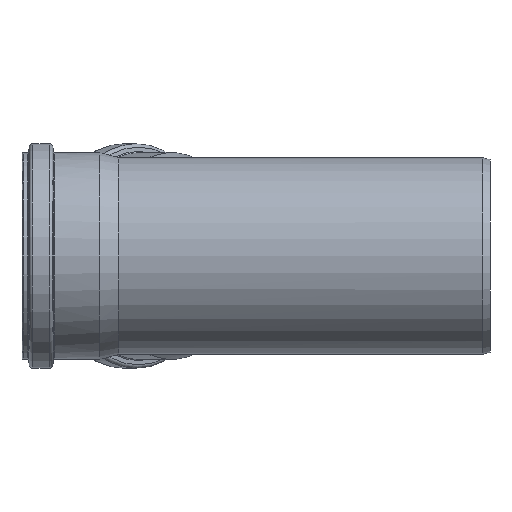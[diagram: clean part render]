
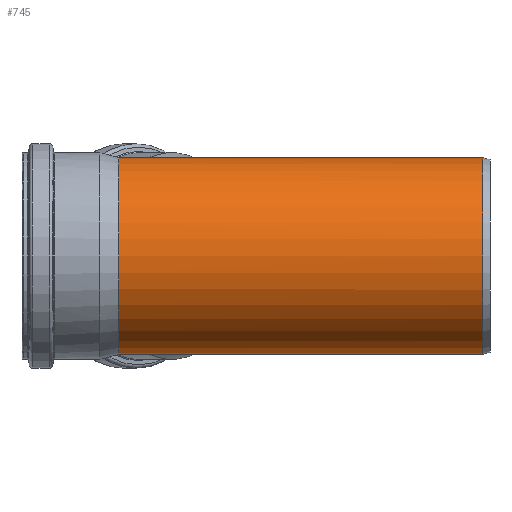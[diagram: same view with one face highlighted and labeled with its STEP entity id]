
A CAD part, left-side view. The second image highlights one B-rep face of the part: STEP entity #745.
In plain terms, the highlighted cylindrical face has radius 80.2 mm (diameter 160.4 mm), a full revolution.
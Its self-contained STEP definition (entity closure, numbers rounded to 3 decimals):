
#67=FACE_BOUND('',#305,.T.);
#103=CYLINDRICAL_SURFACE('',#847,80.2);
#114=CIRCLE('',#788,80.2);
#142=CIRCLE('',#848,80.2);
#215=FACE_OUTER_BOUND('',#304,.T.);
#304=EDGE_LOOP('',(#647,#648,#649,#650,#651,#652));
#305=EDGE_LOOP('',(#653));
#359=B_SPLINE_CURVE_WITH_KNOTS('',3,(#1327,#1328,#1329,#1330,#1331,#1332,
#1333),.UNSPECIFIED.,.F.,.F.,(4,3,4),(0.,0.02,0.032),
 .UNSPECIFIED.);
#368=B_SPLINE_CURVE_WITH_KNOTS('',3,(#1578,#1579,#1580,#1581,#1582,#1583,
#1584,#1585,#1586,#1587),.UNSPECIFIED.,.F.,.F.,(4,3,3,4),(1.478,
1.493,1.511,1.529),.UNSPECIFIED.);
#373=ELLIPSE('',#775,214.042,80.2);
#375=ELLIPSE('',#777,87.128,80.2);
#376=ELLIPSE('',#778,214.042,80.2);
#389=VERTEX_POINT('',#1300);
#390=VERTEX_POINT('',#1326);
#392=VERTEX_POINT('',#1398);
#393=VERTEX_POINT('',#1441);
#394=VERTEX_POINT('',#1492);
#399=VERTEX_POINT('',#1573);
#430=VERTEX_POINT('',#1693);
#460=EDGE_CURVE('',#390,#389,#359,.T.);
#465=EDGE_CURVE('',#392,#389,#373,.T.);
#467=EDGE_CURVE('',#393,#392,#375,.T.);
#468=EDGE_CURVE('',#394,#393,#376,.T.);
#475=EDGE_CURVE('',#394,#399,#368,.T.);
#481=EDGE_CURVE('',#390,#399,#114,.T.);
#513=EDGE_CURVE('',#430,#430,#142,.T.);
#647=ORIENTED_EDGE('',*,*,#475,.T.);
#648=ORIENTED_EDGE('',*,*,#481,.F.);
#649=ORIENTED_EDGE('',*,*,#460,.T.);
#650=ORIENTED_EDGE('',*,*,#465,.F.);
#651=ORIENTED_EDGE('',*,*,#467,.F.);
#652=ORIENTED_EDGE('',*,*,#468,.F.);
#653=ORIENTED_EDGE('',*,*,#513,.T.);
#745=ADVANCED_FACE('',(#215,#67),#103,.T.);
#775=AXIS2_PLACEMENT_3D('',#1400,#903,#904);
#777=AXIS2_PLACEMENT_3D('',#1443,#907,#908);
#778=AXIS2_PLACEMENT_3D('',#1493,#909,#910);
#788=AXIS2_PLACEMENT_3D('',#1604,#929,#930);
#847=AXIS2_PLACEMENT_3D('',#1692,#1047,#1048);
#848=AXIS2_PLACEMENT_3D('',#1694,#1049,#1050);
#903=DIRECTION('center_axis',(0.927,-0.375,0.));
#904=DIRECTION('ref_axis',(0.375,0.927,0.));
#907=DIRECTION('center_axis',(0.391,0.92,0.));
#908=DIRECTION('ref_axis',(0.92,-0.391,0.));
#909=DIRECTION('center_axis',(0.927,-0.375,0.));
#910=DIRECTION('ref_axis',(0.375,0.927,0.));
#929=DIRECTION('center_axis',(0.,1.,0.));
#930=DIRECTION('ref_axis',(1.,0.,0.));
#1047=DIRECTION('center_axis',(0.,1.,0.));
#1048=DIRECTION('ref_axis',(-1.,0.,0.));
#1049=DIRECTION('center_axis',(0.,1.,0.));
#1050=DIRECTION('ref_axis',(1.,0.,0.));
#1300=CARTESIAN_POINT('',(74.409,302.719,-29.923));
#1326=CARTESIAN_POINT('',(74.299,302.811,-30.195));
#1327=CARTESIAN_POINT('Ctrl Pts',(74.299,302.811,-30.195));
#1328=CARTESIAN_POINT('Ctrl Pts',(74.324,302.811,-30.132));
#1329=CARTESIAN_POINT('Ctrl Pts',(74.349,302.8,-30.071));
#1330=CARTESIAN_POINT('Ctrl Pts',(74.373,302.774,-30.013));
#1331=CARTESIAN_POINT('Ctrl Pts',(74.386,302.759,-29.981));
#1332=CARTESIAN_POINT('Ctrl Pts',(74.398,302.741,-29.951));
#1333=CARTESIAN_POINT('Ctrl Pts',(74.409,302.719,-29.923));
#1398=CARTESIAN_POINT('',(0.,118.6,-80.2));
#1400=CARTESIAN_POINT('Origin',(0.,118.6,0.));
#1441=CARTESIAN_POINT('',(0.,118.6,80.2));
#1443=CARTESIAN_POINT('Origin',(0.,118.6,0.));
#1492=CARTESIAN_POINT('',(74.409,302.719,29.922));
#1493=CARTESIAN_POINT('Origin',(0.,118.6,0.));
#1573=CARTESIAN_POINT('',(74.299,302.811,30.195));
#1578=CARTESIAN_POINT('Ctrl Pts',(74.409,302.719,29.923));
#1579=CARTESIAN_POINT('Ctrl Pts',(74.4,302.737,29.945));
#1580=CARTESIAN_POINT('Ctrl Pts',(74.39,302.752,29.97));
#1581=CARTESIAN_POINT('Ctrl Pts',(74.38,302.765,29.995));
#1582=CARTESIAN_POINT('Ctrl Pts',(74.368,302.781,30.026));
#1583=CARTESIAN_POINT('Ctrl Pts',(74.355,302.792,30.058));
#1584=CARTESIAN_POINT('Ctrl Pts',(74.341,302.8,30.091));
#1585=CARTESIAN_POINT('Ctrl Pts',(74.327,302.808,30.125));
#1586=CARTESIAN_POINT('Ctrl Pts',(74.313,302.811,30.16));
#1587=CARTESIAN_POINT('Ctrl Pts',(74.299,302.811,30.195));
#1604=CARTESIAN_POINT('Origin',(0.,302.811,
0.));
#1692=CARTESIAN_POINT('Origin',(0.,302.122,
0.));
#1693=CARTESIAN_POINT('',(-80.2,6.,0.));
#1694=CARTESIAN_POINT('Origin',(0.,6.,
0.));
